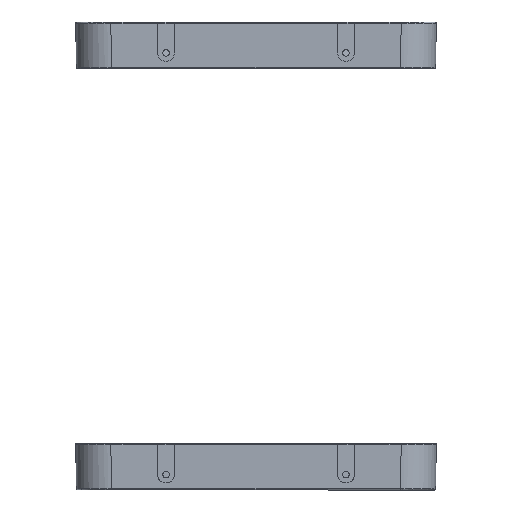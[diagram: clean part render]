
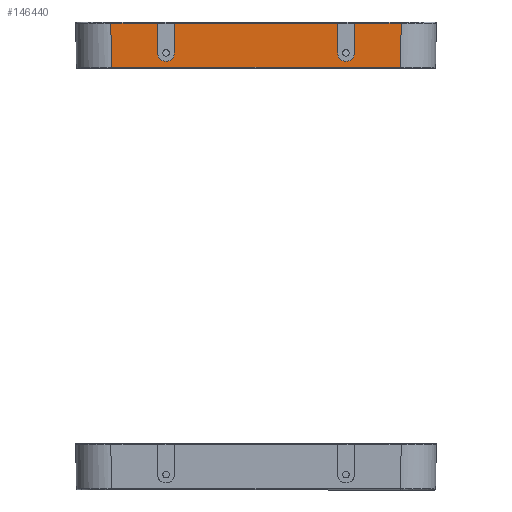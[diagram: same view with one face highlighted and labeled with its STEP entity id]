
A CAD part, front view. The second image highlights one B-rep face of the part: STEP entity #146440.
In plain terms, the highlighted face is planar.
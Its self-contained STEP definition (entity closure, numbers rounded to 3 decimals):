
#145160=CARTESIAN_POINT('',(-63.,112.311,-31.186));
#145170=VERTEX_POINT('',#145160);
#145220=CARTESIAN_POINT('',(-123.5,112.311,-31.186));
#145230=DIRECTION('',(1.,0.,0.));
#145240=VECTOR('',#145230,1.);
#145250=LINE('',#145220,#145240);
#145260=CARTESIAN_POINT('',(-179.,112.311,-31.186));
#145270=VERTEX_POINT('',#145260);
#145280=EDGE_CURVE('',#145270,#145170,#145250,.T.);
#145480=CARTESIAN_POINT('',(-123.5,112.5,-42.));
#145490=DIRECTION('',(0.,-1.,
-0.017));
#145500=DIRECTION('',(1.,0.,0.));
#145510=AXIS2_PLACEMENT_3D('',#145480,#145490,#145500);
#145520=PLANE('',#145510);
#145530=CARTESIAN_POINT('',(-123.5,112.311,-31.186));
#145540=DIRECTION('',(1.,0.,0.));
#145550=VECTOR('',#145540,1.);
#145560=LINE('',#145530,#145550);
#145570=CARTESIAN_POINT('',(-224.316,112.311,
-31.186));
#145580=VERTEX_POINT('',#145570);
#145590=CARTESIAN_POINT('',(-191.,112.311,-31.186));
#145600=VERTEX_POINT('',#145590);
#145610=EDGE_CURVE('',#145580,#145600,#145560,.T.);
#145620=ORIENTED_EDGE('',*,*,#145610,.F.);
#145630=CARTESIAN_POINT('',(-191.,111.802,-2.));
#145640=DIRECTION('',(0.,-0.017,
1.));
#145650=VECTOR('',#145640,1.);
#145660=LINE('',#145630,#145650);
#145670=CARTESIAN_POINT('',(-191.,111.941,-9.999));
#145680=VERTEX_POINT('',#145670);
#145690=EDGE_CURVE('',#145600,#145680,#145660,.T.);
#145700=ORIENTED_EDGE('',*,*,#145690,.F.);
#145710=CARTESIAN_POINT('',(-185.,111.941,-9.999));
#145720=DIRECTION('',(0.,-1.,
-0.017));
#145730=DIRECTION('',(0.,-0.017,
1.));
#145740=AXIS2_PLACEMENT_3D('',#145710,#145720,#145730);
#145750=ELLIPSE('',#145740,6.001,6.);
#145760=CARTESIAN_POINT('',(-179.,111.941,-9.999));
#145770=VERTEX_POINT('',#145760);
#145780=EDGE_CURVE('',#145770,#145680,#145750,.T.);
#145790=ORIENTED_EDGE('',*,*,#145780,.T.);
#145800=CARTESIAN_POINT('',(-179.,111.802,-2.));
#145810=DIRECTION('',(0.,-0.017,
1.));
#145820=VECTOR('',#145810,1.);
#145830=LINE('',#145800,#145820);
#145840=EDGE_CURVE('',#145270,#145770,#145830,.T.);
#145850=ORIENTED_EDGE('',*,*,#145840,.T.);
#145860=ORIENTED_EDGE('',*,*,#145280,.F.);
#145870=CARTESIAN_POINT('',(-63.,111.802,-2.));
#145880=DIRECTION('',(0.,-0.017,
1.));
#145890=VECTOR('',#145880,1.);
#145900=LINE('',#145870,#145890);
#145910=CARTESIAN_POINT('',(-63.,111.941,-9.999));
#145920=VERTEX_POINT('',#145910);
#145930=EDGE_CURVE('',#145170,#145920,#145900,.T.);
#145940=ORIENTED_EDGE('',*,*,#145930,.F.);
#145950=CARTESIAN_POINT('',(-57.,111.941,-9.999));
#145960=DIRECTION('',(0.,1.,
0.017));
#145970=DIRECTION('',(0.,-0.017,
1.));
#145980=AXIS2_PLACEMENT_3D('',#145950,#145960,#145970);
#145990=ELLIPSE('',#145980,6.001,6.);
#146000=CARTESIAN_POINT('',(-51.,111.941,-9.999));
#146010=VERTEX_POINT('',#146000);
#146020=EDGE_CURVE('',#145920,#146010,#145990,.T.);
#146030=ORIENTED_EDGE('',*,*,#146020,.F.);
#146040=CARTESIAN_POINT('',(-51.,111.802,-2.));
#146050=DIRECTION('',(0.,-0.017,
1.));
#146060=VECTOR('',#146050,1.);
#146070=LINE('',#146040,#146060);
#146080=CARTESIAN_POINT('',(-51.,112.311,-31.186));
#146090=VERTEX_POINT('',#146080);
#146100=EDGE_CURVE('',#146090,#146010,#146070,.T.);
#146110=ORIENTED_EDGE('',*,*,#146100,.T.);
#146120=CARTESIAN_POINT('',(-118.5,112.311,-31.186));
#146130=DIRECTION('',(-1.,0.,0.));
#146140=VECTOR('',#146130,1.);
#146150=LINE('',#146120,#146140);
#146160=CARTESIAN_POINT('',(-17.684,112.311,
-31.186));
#146170=VERTEX_POINT('',#146160);
#146180=EDGE_CURVE('',#146170,#146090,#146150,.T.);
#146190=ORIENTED_EDGE('',*,*,#146180,.T.);
#146200=CARTESIAN_POINT('',(-18.201,111.794,
-1.564));
#146210=DIRECTION('',(-0.017,-0.017,
1.));
#146220=VECTOR('',#146210,1.);
#146230=LINE('',#146200,#146220);
#146240=CARTESIAN_POINT('',(-18.232,111.763,
0.214));
#146250=VERTEX_POINT('',#146240);
#146260=EDGE_CURVE('',#146170,#146250,#146230,.T.);
#146270=ORIENTED_EDGE('',*,*,#146260,.F.);
#146280=CARTESIAN_POINT('',(-123.5,111.763,0.214));
#146290=DIRECTION('',(-1.,0.,0.));
#146300=VECTOR('',#146290,1.);
#146310=LINE('',#146280,#146300);
#146320=CARTESIAN_POINT('',(-223.768,111.763,
0.214));
#146330=VERTEX_POINT('',#146320);
#146340=EDGE_CURVE('',#146250,#146330,#146310,.T.);
#146350=ORIENTED_EDGE('',*,*,#146340,.F.);
#146360=CARTESIAN_POINT('',(-223.799,111.794,
-1.564));
#146370=DIRECTION('',(0.017,-0.017,
1.));
#146380=VECTOR('',#146370,1.);
#146390=LINE('',#146360,#146380);
#146400=EDGE_CURVE('',#145580,#146330,#146390,.T.);
#146410=ORIENTED_EDGE('',*,*,#146400,.T.);
#146420=EDGE_LOOP('',(#146410,#146350,#146270,#146190,#146110,#146030,
#145940,#145860,#145850,#145790,#145700,#145620));
#146430=FACE_OUTER_BOUND('',#146420,.T.);
#146440=ADVANCED_FACE('',(#146430),#145520,.F.);
